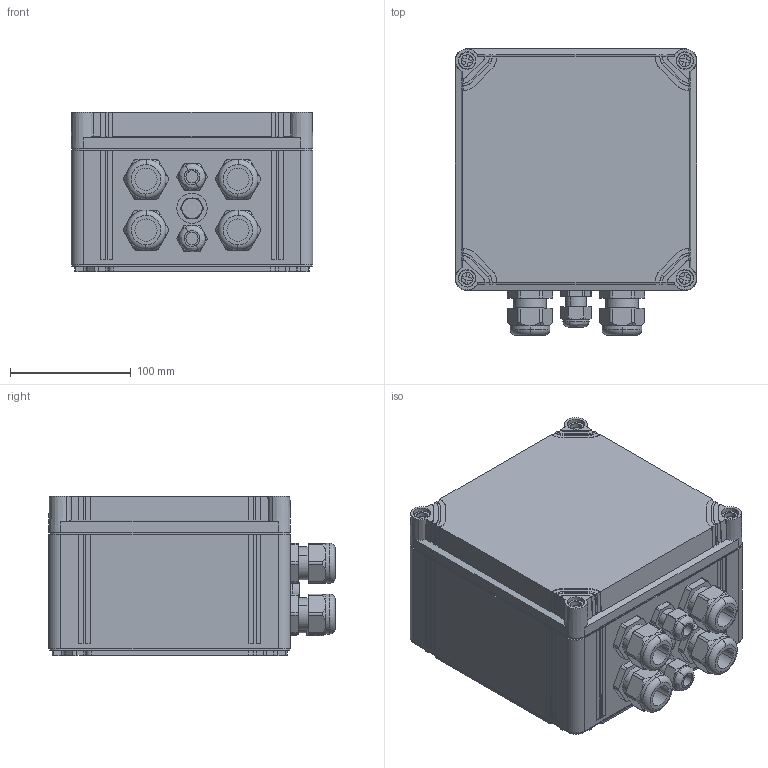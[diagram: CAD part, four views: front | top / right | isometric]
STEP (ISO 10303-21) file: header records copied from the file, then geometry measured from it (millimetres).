
FILE_DESCRIPTION(('CATIA V5 STEP Exchange','CAx-IF Rec.Pracs.--- Model Styling and Organization---1.4--- 2014-01-23'),'2;1');
FILE_NAME ('1467933-3_0', '2023-04-26T04:29:51+00:00', ('none'), ('Weidmueller'), 'CATIA Version 5-6 Release 2016 SP3 HF44', 'CATIA V5 STEP AP214', 'none');
FILE_SCHEMA(('AUTOMOTIVE_DESIGN { 1 0 10303 214 1 1 1 1 }'));
Length unit declared in the file: millimetre
Products named in the file (1): S3D_PVN_3I_3O_1MPP_CG_11
Bounding box: 200 x 237 x 132 mm (x, y, z)
Volume: 5137000 mm3; surface area: 334457 mm2
Topology: 13 solids, 13 shells, 899 faces, 2756 edges, 1948 vertices
Faces by surface type: plane 525, cylinder 250, cone 60, extrusion 48, torus 12, bspline 4
Entity records: 31517 total; most frequent: CARTESIAN_POINT 8914, ORIENTED_EDGE 5508, DIRECTION 3230, EDGE_CURVE 2754, VERTEX_POINT 1948, VECTOR 1418, LINE 1370, AXIS2_PLACEMENT_3D 1312
